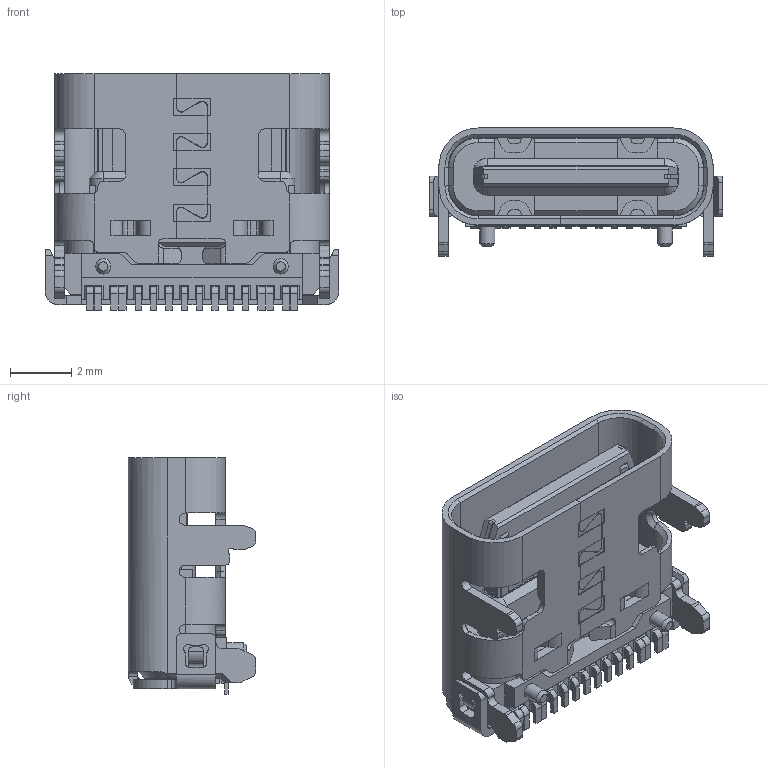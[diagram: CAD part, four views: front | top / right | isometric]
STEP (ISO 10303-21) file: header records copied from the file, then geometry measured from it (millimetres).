
FILE_DESCRIPTION(/* description */ ('USB4105-'),/* implementation_level */ '2;1');
FILE_NAME(/* name */ 'USB4105-15-A.stp',/* time_stamp */ '2020-04-14T09:50:23+09:00',/* author */ ('yusaku'),/* organization */ ('GCT'),/* preprocessor_version */ 'ST-DEVELOPER v18',/* originating_system */ 'Autodesk Inventor 2020',/* authorisation */ '');
FILE_SCHEMA (('AUTOMOTIVE_DESIGN { 1 0 10303 214 3 1 1 }'));
Length unit declared in the file: metre
Products named in the file (3): USB4105-15-A; USB4105-15-A_PART1; USB4105-15-A_PART2
Assembly tree (2 placements, depth 2):
  USB4105-15-A
    USB4105-15-A_PART1
    USB4105-15-A_PART2
Bounding box: 9.58 x 4.16 x 7.71 mm (x, y, z)
Volume: 133.2 mm3; surface area: 720.4 mm2
Topology: 2 solids, 14 shells, 1975 faces, 5701 edges, 3718 vertices
Faces by surface type: plane 1406, cylinder 532, cone 30, bspline 5, sphere 2
Full cylindrical faces by diameter (mm): 0.5 x2
Entity records: 66507 total; most frequent: CARTESIAN_POINT 12272, ORIENTED_EDGE 11402, DIRECTION 10670, EDGE_CURVE 5701, LINE 4458, VECTOR 4458, VERTEX_POINT 3718, AXIS2_PLACEMENT_3D 3106
